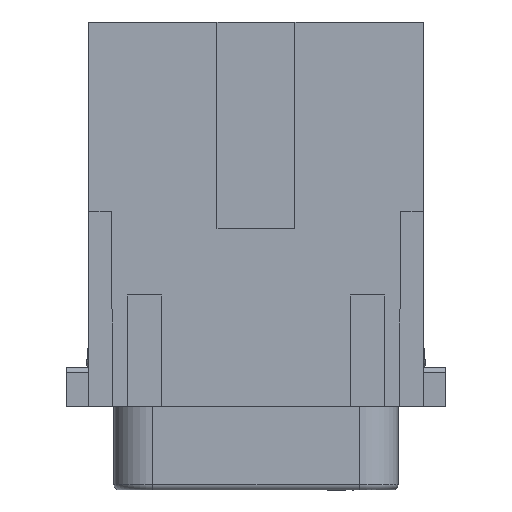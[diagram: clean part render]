
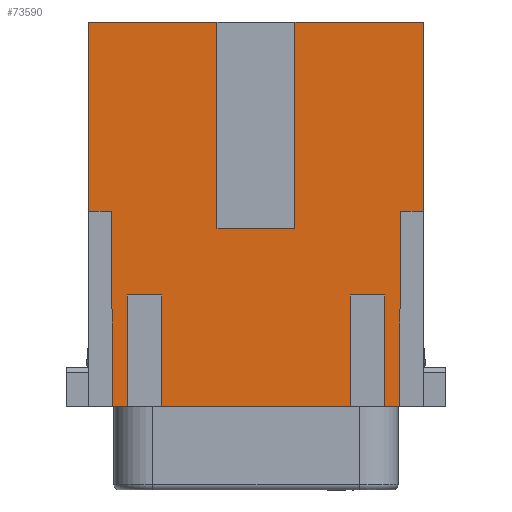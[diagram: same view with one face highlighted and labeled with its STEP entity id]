
A CAD part, left-side view. The second image highlights one B-rep face of the part: STEP entity #73590.
In plain terms, the highlighted planar face has unit normal (-1, 0, 0).
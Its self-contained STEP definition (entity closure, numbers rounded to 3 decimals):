
#690=CARTESIAN_POINT('',(26.648,68.257,-28.55));
#700=VERTEX_POINT('',#690);
#730=CARTESIAN_POINT('',(26.648,58.057,-28.55));
#740=DIRECTION('',(0.,-1.,0.));
#750=VECTOR('',#740,1.);
#760=LINE('',#730,#750);
#770=CARTESIAN_POINT('',(26.648,78.257,-28.55));
#780=VERTEX_POINT('',#770);
#790=EDGE_CURVE('',#780,#700,#760,.T.);
#19450=CARTESIAN_POINT('',(26.648,43.757,-20.5)
);
#19460=VERTEX_POINT('',#19450);
#19510=CARTESIAN_POINT('',(26.648,58.057,-20.5));
#19520=DIRECTION('',(0.,-1.,0.));
#19530=VECTOR('',#19520,1.);
#19540=LINE('',#19510,#19530);
#19550=CARTESIAN_POINT('',(26.648,62.257,-20.5)
);
#19560=VERTEX_POINT('',#19550);
#19570=EDGE_CURVE('',#19560,#19460,#19540,.T.);
#19920=CARTESIAN_POINT('',(26.648,60.757,-2.));
#19930=VERTEX_POINT('',#19920);
#19980=CARTESIAN_POINT('',(26.648,60.757,-4.559));
#19990=DIRECTION('',(0.,0.,1.));
#20000=VECTOR('',#19990,1.);
#20010=LINE('',#19980,#20000);
#20020=CARTESIAN_POINT('',(26.648,60.757,-4.));
#20030=VERTEX_POINT('',#20020);
#20040=EDGE_CURVE('',#20030,#19930,#20010,.T.);
#25410=CARTESIAN_POINT('',(26.648,43.757,-13.5)
);
#25420=VERTEX_POINT('',#25410);
#25570=CARTESIAN_POINT('',(26.648,62.257,-13.5)
);
#25580=VERTEX_POINT('',#25570);
#25610=CARTESIAN_POINT('',(26.648,58.057,-13.5));
#25620=DIRECTION('',(0.,1.,0.));
#25630=VECTOR('',#25620,1.);
#25640=LINE('',#25610,#25630);
#25650=EDGE_CURVE('',#25420,#25580,#25640,.T.);
#26780=CARTESIAN_POINT('',(26.648,58.057,-25.45));
#26790=DIRECTION('',(0.,1.,0.));
#26800=VECTOR('',#26790,1.);
#26810=LINE('',#26780,#26800);
#26820=CARTESIAN_POINT('',(26.648,68.257,-25.45));
#26830=VERTEX_POINT('',#26820);
#26840=CARTESIAN_POINT('',(26.648,78.257,-25.45));
#26850=VERTEX_POINT('',#26840);
#26860=EDGE_CURVE('',#26830,#26850,#26810,.T.);
#33780=CARTESIAN_POINT('',(26.648,62.257,-4.559)
);
#33790=DIRECTION('',(0.,0.,1.));
#33800=VECTOR('',#33790,1.);
#33810=LINE('',#33780,#33800);
#33820=EDGE_CURVE('',#19560,#25580,#33810,.T.);
#39550=CARTESIAN_POINT('',(26.648,68.257,-5.45));
#39560=VERTEX_POINT('',#39550);
#39590=CARTESIAN_POINT('',(26.648,68.257,-4.559));
#39600=DIRECTION('',(-0.,0.,-1.));
#39610=VECTOR('',#39600,1.);
#39620=LINE('',#39590,#39610);
#39630=CARTESIAN_POINT('',(26.648,68.257,-8.55));
#39640=VERTEX_POINT('',#39630);
#39650=EDGE_CURVE('',#39560,#39640,#39620,.T.);
#39940=CARTESIAN_POINT('',(26.648,78.257,-4.153)
);
#39950=VERTEX_POINT('',#39940);
#40050=CARTESIAN_POINT('',(26.648,58.057,-3.976));
#40060=DIRECTION('',(0.,-1.,0.009));
#40070=VECTOR('',#40060,1.);
#40080=LINE('',#40050,#40070);
#40090=EDGE_CURVE('',#39950,#20030,#40080,.T.);
#45770=CARTESIAN_POINT('',(26.648,60.757,-4.559));
#45780=DIRECTION('',(0.,0.,1.));
#45790=VECTOR('',#45780,1.);
#45800=LINE('',#45770,#45790);
#45810=CARTESIAN_POINT('',(26.648,60.757,-32.));
#45820=VERTEX_POINT('',#45810);
#45830=CARTESIAN_POINT('',(26.648,60.757,-30.));
#45840=VERTEX_POINT('',#45830);
#45850=EDGE_CURVE('',#45820,#45840,#45800,.T.);
#52660=CARTESIAN_POINT('',(26.648,68.257,-4.559));
#52670=DIRECTION('',(-0.,0.,-1.));
#52680=VECTOR('',#52670,1.);
#52690=LINE('',#52660,#52680);
#52700=EDGE_CURVE('',#26830,#700,#52690,.T.);
#53790=CARTESIAN_POINT('',(26.648,78.257,-29.847)
);
#53800=VERTEX_POINT('',#53790);
#53850=CARTESIAN_POINT('',(26.648,58.057,-30.024));
#53860=DIRECTION('',(0.,1.,0.009));
#53870=VECTOR('',#53860,1.);
#53880=LINE('',#53850,#53870);
#53890=EDGE_CURVE('',#45840,#53800,#53880,.T.);
#56520=CARTESIAN_POINT('',(26.648,43.757,-2.)
);
#56530=VERTEX_POINT('',#56520);
#56560=CARTESIAN_POINT('',(26.648,58.057,-2.));
#56570=DIRECTION('',(0.,1.,0.));
#56580=VECTOR('',#56570,1.);
#56590=LINE('',#56560,#56580);
#56600=EDGE_CURVE('',#56530,#19930,#56590,.T.);
#65770=CARTESIAN_POINT('',(26.648,78.257,-4.559));
#65780=DIRECTION('',(0.,0.,-1.));
#65790=VECTOR('',#65780,1.);
#65800=LINE('',#65770,#65790);
#65810=CARTESIAN_POINT('',(26.648,78.257,-5.45));
#65820=VERTEX_POINT('',#65810);
#65830=EDGE_CURVE('',#39950,#65820,#65800,.T.);
#65960=CARTESIAN_POINT('',(26.648,78.257,-8.55));
#65970=VERTEX_POINT('',#65960);
#66000=EDGE_CURVE('',#65970,#26850,#65800,.T.);
#66050=EDGE_CURVE('',#780,#53800,#65800,.T.);
#72520=CARTESIAN_POINT('',(26.648,58.057,-5.45));
#72530=DIRECTION('',(0.,1.,0.));
#72540=VECTOR('',#72530,1.);
#72550=LINE('',#72520,#72540);
#72560=EDGE_CURVE('',#39560,#65820,#72550,.T.);
#73140=CARTESIAN_POINT('',(26.648,62.257,-32.)
);
#73150=DIRECTION('',(-1.,0.,0.));
#73160=DIRECTION('',(0.,0.,1.));
#73170=AXIS2_PLACEMENT_3D('',#73140,#73150,#73160);
#73180=PLANE('',#73170);
#73190=ORIENTED_EDGE('',*,*,#53890,.F.);
#73200=ORIENTED_EDGE('',*,*,#66050,.T.);
#73210=ORIENTED_EDGE('',*,*,#790,.F.);
#73220=ORIENTED_EDGE('',*,*,#52700,.T.);
#73230=ORIENTED_EDGE('',*,*,#26860,.F.);
#73240=ORIENTED_EDGE('',*,*,#66000,.T.);
#73250=CARTESIAN_POINT('',(26.648,58.057,-8.55));
#73260=DIRECTION('',(0.,-1.,0.));
#73270=VECTOR('',#73260,1.);
#73280=LINE('',#73250,#73270);
#73290=EDGE_CURVE('',#65970,#39640,#73280,.T.);
#73300=ORIENTED_EDGE('',*,*,#73290,.F.);
#73310=ORIENTED_EDGE('',*,*,#39650,.T.);
#73320=ORIENTED_EDGE('',*,*,#72560,.F.);
#73330=ORIENTED_EDGE('',*,*,#65830,.T.);
#73340=ORIENTED_EDGE('',*,*,#40090,.F.);
#73350=ORIENTED_EDGE('',*,*,#20040,.F.);
#73360=ORIENTED_EDGE('',*,*,#56600,.T.);
#73370=CARTESIAN_POINT('',(26.648,43.757,
-29.441));
#73380=DIRECTION('',(0.,0.,1.));
#73390=VECTOR('',#73380,1.);
#73400=LINE('',#73370,#73390);
#73410=EDGE_CURVE('',#25420,#56530,#73400,.T.);
#73420=ORIENTED_EDGE('',*,*,#73410,.T.);
#73430=ORIENTED_EDGE('',*,*,#25650,.F.);
#73440=ORIENTED_EDGE('',*,*,#33820,.T.);
#73450=ORIENTED_EDGE('',*,*,#19570,.F.);
#73460=CARTESIAN_POINT('',(26.648,43.757,-32.)
);
#73470=VERTEX_POINT('',#73460);
#73480=EDGE_CURVE('',#73470,#19460,#73400,.T.);
#73490=ORIENTED_EDGE('',*,*,#73480,.T.);
#73500=CARTESIAN_POINT('',(26.648,58.057,-32.));
#73510=DIRECTION('',(0.,-1.,0.));
#73520=VECTOR('',#73510,1.);
#73530=LINE('',#73500,#73520);
#73540=EDGE_CURVE('',#45820,#73470,#73530,.T.);
#73550=ORIENTED_EDGE('',*,*,#73540,.T.);
#73560=ORIENTED_EDGE('',*,*,#45850,.F.);
#73570=EDGE_LOOP('',(#73560,#73550,#73490,#73450,#73440,#73430,#73420,
#73360,#73350,#73340,#73330,#73320,#73310,#73300,#73240,#73230,#73220,
#73210,#73200,#73190));
#73580=FACE_OUTER_BOUND('',#73570,.T.);
#73590=ADVANCED_FACE('',(#73580),#73180,.T.);
